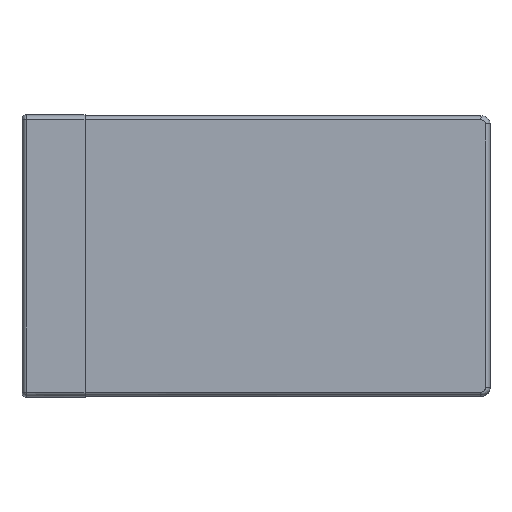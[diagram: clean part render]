
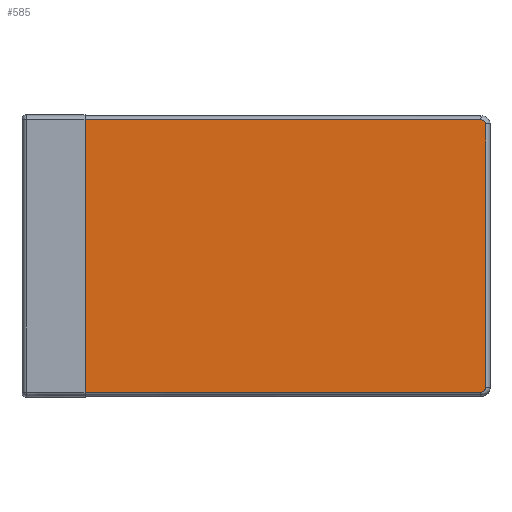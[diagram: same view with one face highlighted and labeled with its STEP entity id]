
A CAD part, top view. The second image highlights one B-rep face of the part: STEP entity #585.
In plain terms, the highlighted free-form (B-spline) face has degree [1, 1] with [2, 2] control points.
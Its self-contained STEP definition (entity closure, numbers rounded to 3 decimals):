
#301 = VERTEX_POINT('',#302);
#302 = CARTESIAN_POINT('',(-9.12,7.26,1.925));
#346 = VERTEX_POINT('',#347);
#347 = CARTESIAN_POINT('',(-9.12,-7.26,1.925));
#353 = EDGE_CURVE('',#346,#301,#354,.T.);
#354 = B_SPLINE_CURVE_WITH_KNOTS('',1,(#355,#356),.UNSPECIFIED.,.F.,.F.,
  (2,2),(-16.5,16.5),.PIECEWISE_BEZIER_KNOTS.);
#355 = CARTESIAN_POINT('',(-9.12,-7.26,1.925));
#356 = CARTESIAN_POINT('',(-9.12,7.26,1.925));
#501 = VERTEX_POINT('',#502);
#502 = CARTESIAN_POINT('',(12.,7.26,1.925));
#516 = EDGE_CURVE('',#301,#501,#517,.T.);
#517 = B_SPLINE_CURVE_WITH_KNOTS('',1,(#518,#519),.UNSPECIFIED.,.F.,.F.,
  (2,2),(7.,51.),.PIECEWISE_BEZIER_KNOTS.);
#518 = CARTESIAN_POINT('',(-9.12,7.26,1.925));
#519 = CARTESIAN_POINT('',(12.,7.26,1.925));
#585 = ADVANCED_FACE('',(#586),#618,.T.);
#586 = FACE_BOUND('',#587,.T.);
#587 = EDGE_LOOP('',(#588,#589,#596,#604,#611,#617));
#588 = ORIENTED_EDGE('',*,*,#353,.F.);
#589 = ORIENTED_EDGE('',*,*,#590,.F.);
#590 = EDGE_CURVE('',#591,#346,#593,.T.);
#591 = VERTEX_POINT('',#592);
#592 = CARTESIAN_POINT('',(12.,-7.26,1.925));
#593 = B_SPLINE_CURVE_WITH_KNOTS('',1,(#594,#595),.UNSPECIFIED.,.F.,.F.,
  (2,2),(0.,44.),.PIECEWISE_BEZIER_KNOTS.);
#594 = CARTESIAN_POINT('',(12.,-7.26,1.925));
#595 = CARTESIAN_POINT('',(-9.12,-7.26,1.925));
#596 = ORIENTED_EDGE('',*,*,#597,.F.);
#597 = EDGE_CURVE('',#598,#591,#600,.T.);
#598 = VERTEX_POINT('',#599);
#599 = CARTESIAN_POINT('',(12.24,-7.04,1.925));
#600 = ( BOUNDED_CURVE() B_SPLINE_CURVE(2,(#601,#602,#603),
.UNSPECIFIED.,.F.,.F.) B_SPLINE_CURVE_WITH_KNOTS((3,3),(0.,
1.571),.PIECEWISE_BEZIER_KNOTS.) CURVE() 
GEOMETRIC_REPRESENTATION_ITEM() RATIONAL_B_SPLINE_CURVE((1.,
0.707,1.)) REPRESENTATION_ITEM('') );
#601 = CARTESIAN_POINT('',(12.24,-7.04,1.925));
#602 = CARTESIAN_POINT('',(12.24,-7.26,1.925));
#603 = CARTESIAN_POINT('',(12.,-7.26,1.925));
#604 = ORIENTED_EDGE('',*,*,#605,.F.);
#605 = EDGE_CURVE('',#606,#598,#608,.T.);
#606 = VERTEX_POINT('',#607);
#607 = CARTESIAN_POINT('',(12.24,7.04,1.925));
#608 = B_SPLINE_CURVE_WITH_KNOTS('',1,(#609,#610),.UNSPECIFIED.,.F.,.F.,
  (2,2),(0.,32.),.PIECEWISE_BEZIER_KNOTS.);
#609 = CARTESIAN_POINT('',(12.24,7.04,1.925));
#610 = CARTESIAN_POINT('',(12.24,-7.04,1.925));
#611 = ORIENTED_EDGE('',*,*,#612,.F.);
#612 = EDGE_CURVE('',#501,#606,#613,.T.);
#613 = ( BOUNDED_CURVE() B_SPLINE_CURVE(2,(#614,#615,#616),
.UNSPECIFIED.,.F.,.F.) B_SPLINE_CURVE_WITH_KNOTS((3,3),(0.,
1.571),.PIECEWISE_BEZIER_KNOTS.) CURVE() 
GEOMETRIC_REPRESENTATION_ITEM() RATIONAL_B_SPLINE_CURVE((1.,
0.707,1.)) REPRESENTATION_ITEM('') );
#614 = CARTESIAN_POINT('',(12.,7.26,1.925));
#615 = CARTESIAN_POINT('',(12.24,7.26,1.925));
#616 = CARTESIAN_POINT('',(12.24,7.04,1.925));
#617 = ORIENTED_EDGE('',*,*,#516,.F.);
#618 = B_SPLINE_SURFACE_WITH_KNOTS('',1,1,(
    (#619,#620)
    ,(#621,#622
    )),.UNSPECIFIED.,.F.,.F.,.F.,(2,2),(2,2),(-19.,25.5),(-16.5,16.5),
  .PIECEWISE_BEZIER_KNOTS.);
#619 = CARTESIAN_POINT('',(-9.12,-7.26,1.925));
#620 = CARTESIAN_POINT('',(-9.12,7.26,1.925));
#621 = CARTESIAN_POINT('',(12.24,-7.26,1.925));
#622 = CARTESIAN_POINT('',(12.24,7.26,1.925));
